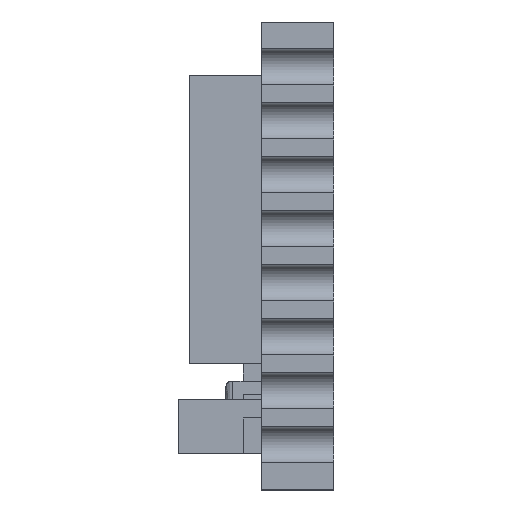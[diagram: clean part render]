
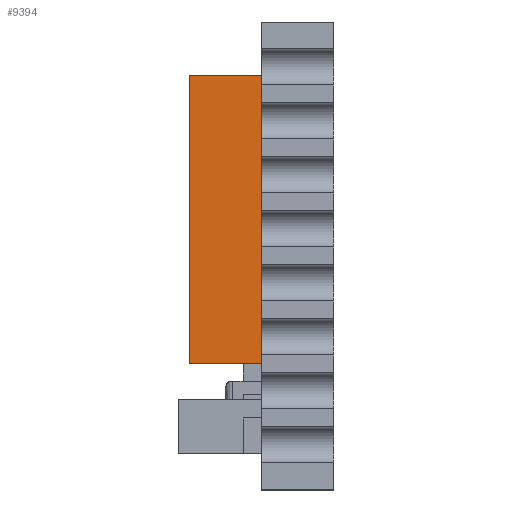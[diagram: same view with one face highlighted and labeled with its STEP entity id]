
A CAD part, left-side view. The second image highlights one B-rep face of the part: STEP entity #9394.
In plain terms, the highlighted planar face has unit normal (-1, 0, 0).
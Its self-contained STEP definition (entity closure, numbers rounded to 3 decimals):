
#48 = AXIS2_PLACEMENT_3D ( 'NONE', #12358, #4210, #12424 ) ;
#352 = VECTOR ( 'NONE', #11678, 1000. ) ;
#577 = CARTESIAN_POINT ( 'NONE',  ( -12.155, 2., 5.02 ) ) ;
#679 = LINE ( 'NONE', #11239, #5204 ) ;
#844 = CARTESIAN_POINT ( 'NONE',  ( -12.155, 4., -2.98 ) ) ;
#910 = ORIENTED_EDGE ( 'NONE', *, *, #9693, .F. ) ;
#1498 = CARTESIAN_POINT ( 'NONE',  ( -12.155, 4., -2.98 ) ) ;
#1829 = VERTEX_POINT ( 'NONE', #577 ) ;
#3865 = VERTEX_POINT ( 'NONE', #844 ) ;
#4137 = ORIENTED_EDGE ( 'NONE', *, *, #8171, .T. ) ;
#4210 = DIRECTION ( 'NONE',  ( 1., 0., 0. ) ) ;
#5204 = VECTOR ( 'NONE', #12121, 1000. ) ;
#5243 = FACE_OUTER_BOUND ( 'NONE', #7386, .T. ) ;
#5518 = EDGE_CURVE ( 'NONE', #7663, #1829, #8572, .T. ) ;
#5601 = DIRECTION ( 'NONE',  ( 0., 0., 1. ) ) ;
#7386 = EDGE_LOOP ( 'NONE', ( #10246, #11558, #910, #4137 ) ) ;
#7663 = VERTEX_POINT ( 'NONE', #10994 ) ;
#8171 = EDGE_CURVE ( 'NONE', #3865, #8871, #10288, .T. ) ;
#8572 = LINE ( 'NONE', #11614, #352 ) ;
#8871 = VERTEX_POINT ( 'NONE', #10742 ) ;
#9394 = ADVANCED_FACE ( 'NONE', ( #5243 ), #9474, .F. ) ;
#9474 = PLANE ( 'NONE',  #48 ) ;
#9693 = EDGE_CURVE ( 'NONE', #3865, #7663, #13149, .T. ) ;
#10246 = ORIENTED_EDGE ( 'NONE', *, *, #12259, .T. ) ;
#10288 = LINE ( 'NONE', #10354, #11269 ) ;
#10354 = CARTESIAN_POINT ( 'NONE',  ( -12.155, 4., -2.98 ) ) ;
#10742 = CARTESIAN_POINT ( 'NONE',  ( -12.155, 2., -2.98 ) ) ;
#10994 = CARTESIAN_POINT ( 'NONE',  ( -12.155, 4., 5.02 ) ) ;
#11031 = VECTOR ( 'NONE', #5601, 1000. ) ;
#11239 = CARTESIAN_POINT ( 'NONE',  ( -12.155, 2., -2.98 ) ) ;
#11269 = VECTOR ( 'NONE', #12447, 1000. ) ;
#11558 = ORIENTED_EDGE ( 'NONE', *, *, #5518, .F. ) ;
#11614 = CARTESIAN_POINT ( 'NONE',  ( -12.155, 4., 5.02 ) ) ;
#11678 = DIRECTION ( 'NONE',  ( 0., -1., 0. ) ) ;
#12121 = DIRECTION ( 'NONE',  ( 0., 0., 1. ) ) ;
#12259 = EDGE_CURVE ( 'NONE', #8871, #1829, #679, .T. ) ;
#12358 = CARTESIAN_POINT ( 'NONE',  ( -12.155, 4., -2.98 ) ) ;
#12424 = DIRECTION ( 'NONE',  ( 0., 0., -1. ) ) ;
#12447 = DIRECTION ( 'NONE',  ( 0., -1., 0. ) ) ;
#13149 = LINE ( 'NONE', #1498, #11031 ) ;
